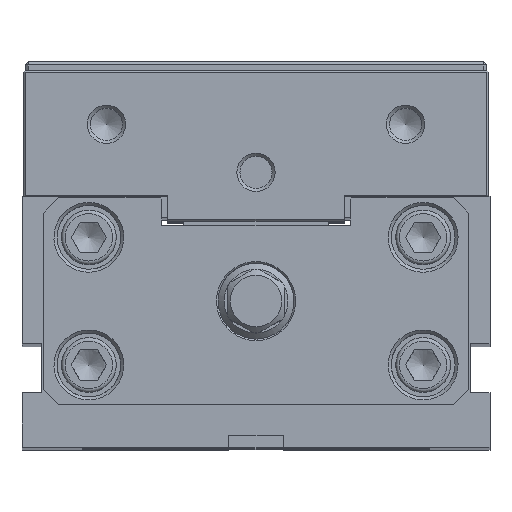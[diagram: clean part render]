
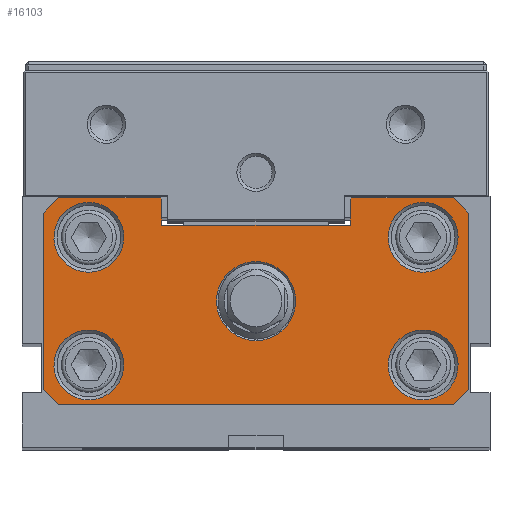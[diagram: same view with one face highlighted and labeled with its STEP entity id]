
A CAD part, top view. The second image highlights one B-rep face of the part: STEP entity #16103.
In plain terms, the highlighted planar face has unit normal (0, 0, 1).
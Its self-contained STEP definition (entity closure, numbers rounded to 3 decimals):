
#405=FACE_BOUND('',#3282,.T.);
#406=FACE_BOUND('',#3283,.T.);
#407=FACE_BOUND('',#3284,.T.);
#408=FACE_BOUND('',#3285,.T.);
#409=FACE_BOUND('',#3286,.T.);
#824=PLANE('',#17492);
#2343=FACE_OUTER_BOUND('',#3281,.T.);
#3281=EDGE_LOOP('',(#13911,#13912,#13913,#13914,#13915,#13916,#13917,#13918,
#13919,#13920,#13921,#13922,#13923,#13924));
#3282=EDGE_LOOP('',(#13925,#13926));
#3283=EDGE_LOOP('',(#13927,#13928));
#3284=EDGE_LOOP('',(#13929,#13930));
#3285=EDGE_LOOP('',(#13931,#13932));
#3286=EDGE_LOOP('',(#13933,#13934));
#4093=CIRCLE('',#17458,13.);
#4094=CIRCLE('',#17459,13.);
#4102=CIRCLE('',#17474,11.5);
#4103=CIRCLE('',#17475,11.5);
#4106=CIRCLE('',#17480,11.5);
#4107=CIRCLE('',#17481,11.5);
#4111=CIRCLE('',#17487,11.5);
#4112=CIRCLE('',#17488,11.5);
#4115=CIRCLE('',#17493,11.5);
#4116=CIRCLE('',#17494,11.5);
#4781=LINE('',#23965,#6093);
#4844=LINE('',#24109,#6156);
#5443=LINE('',#26026,#6755);
#5445=LINE('',#26029,#6757);
#5449=LINE('',#26053,#6761);
#5450=LINE('',#26055,#6762);
#5451=LINE('',#26059,#6763);
#5455=LINE('',#26065,#6767);
#5456=LINE('',#26067,#6768);
#5458=LINE('',#26071,#6770);
#5459=LINE('',#26074,#6771);
#5462=LINE('',#26083,#6774);
#5464=LINE('',#26087,#6776);
#5465=LINE('',#26089,#6777);
#6093=VECTOR('',#19070,8.5);
#6156=VECTOR('',#19181,8.5);
#6755=VECTOR('',#21116,58.);
#6757=VECTOR('',#21120,62.);
#6761=VECTOR('',#21146,33.5);
#6762=VECTOR('',#21149,7.071);
#6763=VECTOR('',#21152,7.071);
#6767=VECTOR('',#21158,130.);
#6768=VECTOR('',#21161,7.071);
#6770=VECTOR('',#21165,58.);
#6771=VECTOR('',#21168,7.071);
#6774=VECTOR('',#21179,0.707);
#6776=VECTOR('',#21183,33.5);
#6777=VECTOR('',#21186,0.707);
#7474=VERTEX_POINT('',#23962);
#7475=VERTEX_POINT('',#23964);
#7531=VERTEX_POINT('',#24106);
#7532=VERTEX_POINT('',#24108);
#8104=VERTEX_POINT('',#26023);
#8105=VERTEX_POINT('',#26025);
#8113=VERTEX_POINT('',#26049);
#8114=VERTEX_POINT('',#26051);
#8115=VERTEX_POINT('',#26057);
#8116=VERTEX_POINT('',#26058);
#8117=VERTEX_POINT('',#26063);
#8118=VERTEX_POINT('',#26069);
#8119=VERTEX_POINT('',#26073);
#8120=VERTEX_POINT('',#26077);
#8121=VERTEX_POINT('',#26078);
#8122=VERTEX_POINT('',#26085);
#8130=VERTEX_POINT('',#26111);
#8131=VERTEX_POINT('',#26112);
#8134=VERTEX_POINT('',#26123);
#8135=VERTEX_POINT('',#26124);
#8139=VERTEX_POINT('',#26137);
#8140=VERTEX_POINT('',#26138);
#8143=VERTEX_POINT('',#26149);
#8144=VERTEX_POINT('',#26150);
#9135=EDGE_CURVE('',#7475,#7474,#4781,.T.);
#9208=EDGE_CURVE('',#7532,#7531,#4844,.T.);
#10120=EDGE_CURVE('',#8104,#8105,#5443,.T.);
#10122=EDGE_CURVE('',#7531,#7475,#5445,.T.);
#10133=EDGE_CURVE('',#8114,#8113,#5449,.T.);
#10134=EDGE_CURVE('',#8105,#8114,#5450,.T.);
#10135=EDGE_CURVE('',#8115,#8116,#5451,.T.);
#10139=EDGE_CURVE('',#8116,#8117,#5455,.T.);
#10140=EDGE_CURVE('',#8117,#8104,#5456,.T.);
#10142=EDGE_CURVE('',#8118,#8115,#5458,.T.);
#10143=EDGE_CURVE('',#8119,#8118,#5459,.T.);
#10145=EDGE_CURVE('',#8120,#8121,#4093,.T.);
#10147=EDGE_CURVE('',#8121,#8120,#4094,.T.);
#10148=EDGE_CURVE('',#8113,#7474,#5462,.T.);
#10150=EDGE_CURVE('',#8122,#8119,#5464,.T.);
#10151=EDGE_CURVE('',#7532,#8122,#5465,.T.);
#10162=EDGE_CURVE('',#8130,#8131,#4102,.T.);
#10164=EDGE_CURVE('',#8131,#8130,#4103,.T.);
#10168=EDGE_CURVE('',#8134,#8135,#4106,.T.);
#10170=EDGE_CURVE('',#8135,#8134,#4107,.T.);
#10175=EDGE_CURVE('',#8139,#8140,#4111,.T.);
#10177=EDGE_CURVE('',#8140,#8139,#4112,.T.);
#10181=EDGE_CURVE('',#8143,#8144,#4115,.T.);
#10182=EDGE_CURVE('',#8144,#8143,#4116,.T.);
#13911=ORIENTED_EDGE('',*,*,#10151,.F.);
#13912=ORIENTED_EDGE('',*,*,#9208,.T.);
#13913=ORIENTED_EDGE('',*,*,#10122,.T.);
#13914=ORIENTED_EDGE('',*,*,#9135,.T.);
#13915=ORIENTED_EDGE('',*,*,#10148,.F.);
#13916=ORIENTED_EDGE('',*,*,#10133,.F.);
#13917=ORIENTED_EDGE('',*,*,#10134,.F.);
#13918=ORIENTED_EDGE('',*,*,#10120,.F.);
#13919=ORIENTED_EDGE('',*,*,#10140,.F.);
#13920=ORIENTED_EDGE('',*,*,#10139,.F.);
#13921=ORIENTED_EDGE('',*,*,#10135,.F.);
#13922=ORIENTED_EDGE('',*,*,#10142,.F.);
#13923=ORIENTED_EDGE('',*,*,#10143,.F.);
#13924=ORIENTED_EDGE('',*,*,#10150,.F.);
#13925=ORIENTED_EDGE('',*,*,#10175,.F.);
#13926=ORIENTED_EDGE('',*,*,#10177,.F.);
#13927=ORIENTED_EDGE('',*,*,#10162,.F.);
#13928=ORIENTED_EDGE('',*,*,#10164,.F.);
#13929=ORIENTED_EDGE('',*,*,#10145,.F.);
#13930=ORIENTED_EDGE('',*,*,#10147,.F.);
#13931=ORIENTED_EDGE('',*,*,#10168,.F.);
#13932=ORIENTED_EDGE('',*,*,#10170,.F.);
#13933=ORIENTED_EDGE('',*,*,#10181,.F.);
#13934=ORIENTED_EDGE('',*,*,#10182,.F.);
#16103=ADVANCED_FACE('',(#2343,#405,#406,#407,#408,#409),#824,.T.);
#17458=AXIS2_PLACEMENT_3D('',#26079,#21172,#21173);
#17459=AXIS2_PLACEMENT_3D('',#26081,#21175,#21176);
#17474=AXIS2_PLACEMENT_3D('',#26113,#21212,#21213);
#17475=AXIS2_PLACEMENT_3D('',#26115,#21215,#21216);
#17480=AXIS2_PLACEMENT_3D('',#26125,#21226,#21227);
#17481=AXIS2_PLACEMENT_3D('',#26127,#21229,#21230);
#17487=AXIS2_PLACEMENT_3D('',#26139,#21242,#21243);
#17488=AXIS2_PLACEMENT_3D('',#26141,#21245,#21246);
#17492=AXIS2_PLACEMENT_3D('',#26148,#21254,#21255);
#17493=AXIS2_PLACEMENT_3D('',#26151,#21256,#21257);
#17494=AXIS2_PLACEMENT_3D('',#26152,#21258,#21259);
#19070=DIRECTION('',(0.,1.,0.));
#19181=DIRECTION('',(0.,-1.,0.));
#21116=DIRECTION('',(0.,1.,0.));
#21120=DIRECTION('',(-1.,0.,0.));
#21146=DIRECTION('',(1.,0.,0.));
#21149=DIRECTION('',(0.707,0.707,0.));
#21152=DIRECTION('',(-0.707,-0.707,0.));
#21158=DIRECTION('',(-1.,0.,0.));
#21161=DIRECTION('',(-0.707,0.707,0.));
#21165=DIRECTION('',(0.,-1.,0.));
#21168=DIRECTION('',(0.707,-0.707,0.));
#21172=DIRECTION('center_axis',(0.,0.,1.));
#21173=DIRECTION('ref_axis',(-1.,0.,0.));
#21175=DIRECTION('center_axis',(0.,0.,1.));
#21176=DIRECTION('ref_axis',(-1.,0.,0.));
#21179=DIRECTION('',(0.707,-0.707,0.));
#21183=DIRECTION('',(1.,0.,0.));
#21186=DIRECTION('',(0.707,0.707,0.));
#21212=DIRECTION('center_axis',(0.,0.,1.));
#21213=DIRECTION('ref_axis',(-1.,0.,0.));
#21215=DIRECTION('center_axis',(0.,0.,1.));
#21216=DIRECTION('ref_axis',(-1.,0.,0.));
#21226=DIRECTION('center_axis',(0.,0.,1.));
#21227=DIRECTION('ref_axis',(-1.,0.,0.));
#21229=DIRECTION('center_axis',(0.,0.,1.));
#21230=DIRECTION('ref_axis',(-1.,0.,0.));
#21242=DIRECTION('center_axis',(0.,0.,1.));
#21243=DIRECTION('ref_axis',(-1.,0.,0.));
#21245=DIRECTION('center_axis',(0.,0.,1.));
#21246=DIRECTION('ref_axis',(-1.,0.,0.));
#21254=DIRECTION('center_axis',(0.,0.,1.));
#21255=DIRECTION('ref_axis',(1.,0.,0.));
#21256=DIRECTION('center_axis',(0.,0.,1.));
#21257=DIRECTION('ref_axis',(-1.,0.,0.));
#21258=DIRECTION('center_axis',(0.,0.,1.));
#21259=DIRECTION('ref_axis',(-1.,0.,0.));
#23962=CARTESIAN_POINT('',(-31.,81.55,284.));
#23964=CARTESIAN_POINT('',(-31.,73.05,284.));
#23965=CARTESIAN_POINT('',(-31.,73.05,284.));
#24106=CARTESIAN_POINT('',(31.,73.05,284.));
#24108=CARTESIAN_POINT('',(31.,81.55,284.));
#24109=CARTESIAN_POINT('',(31.,81.55,284.));
#26023=CARTESIAN_POINT('',(-70.,19.05,284.));
#26025=CARTESIAN_POINT('',(-70.,77.05,284.));
#26026=CARTESIAN_POINT('',(-70.,19.05,284.));
#26029=CARTESIAN_POINT('',(31.,73.05,284.));
#26049=CARTESIAN_POINT('',(-31.5,82.05,284.));
#26051=CARTESIAN_POINT('',(-65.,82.05,284.));
#26053=CARTESIAN_POINT('',(-65.,82.05,284.));
#26055=CARTESIAN_POINT('',(-70.,77.05,284.));
#26057=CARTESIAN_POINT('',(70.,19.05,284.));
#26058=CARTESIAN_POINT('',(65.,14.05,284.));
#26059=CARTESIAN_POINT('',(70.,19.05,284.));
#26063=CARTESIAN_POINT('',(-65.,14.05,284.));
#26065=CARTESIAN_POINT('',(65.,14.05,284.));
#26067=CARTESIAN_POINT('',(-65.,14.05,284.));
#26069=CARTESIAN_POINT('',(70.,77.05,284.));
#26071=CARTESIAN_POINT('',(70.,77.05,284.));
#26073=CARTESIAN_POINT('',(65.,82.05,284.));
#26074=CARTESIAN_POINT('',(65.,82.05,284.));
#26077=CARTESIAN_POINT('',(13.,48.05,284.));
#26078=CARTESIAN_POINT('',(10.517,55.691,284.));
#26079=CARTESIAN_POINT('Origin',(0.,48.05,284.));
#26081=CARTESIAN_POINT('Origin',(0.,48.05,284.));
#26083=CARTESIAN_POINT('',(-31.5,82.05,284.));
#26085=CARTESIAN_POINT('',(31.5,82.05,284.));
#26087=CARTESIAN_POINT('',(31.5,82.05,284.));
#26089=CARTESIAN_POINT('',(31.,81.55,284.));
#26111=CARTESIAN_POINT('',(-43.5,27.05,284.));
#26112=CARTESIAN_POINT('',(-45.696,33.81,284.));
#26113=CARTESIAN_POINT('Origin',(-55.,27.05,284.));
#26115=CARTESIAN_POINT('Origin',(-55.,27.05,284.));
#26123=CARTESIAN_POINT('',(66.5,27.05,284.));
#26124=CARTESIAN_POINT('',(64.304,33.81,284.));
#26125=CARTESIAN_POINT('Origin',(55.,27.05,284.));
#26127=CARTESIAN_POINT('Origin',(55.,27.05,284.));
#26137=CARTESIAN_POINT('',(-43.5,69.05,284.));
#26138=CARTESIAN_POINT('',(-45.696,75.81,284.));
#26139=CARTESIAN_POINT('Origin',(-55.,69.05,284.));
#26141=CARTESIAN_POINT('Origin',(-55.,69.05,284.));
#26148=CARTESIAN_POINT('Origin',(0.,48.05,284.));
#26149=CARTESIAN_POINT('',(66.5,69.05,284.));
#26150=CARTESIAN_POINT('',(64.304,75.81,284.));
#26151=CARTESIAN_POINT('Origin',(55.,69.05,284.));
#26152=CARTESIAN_POINT('Origin',(55.,69.05,284.));
